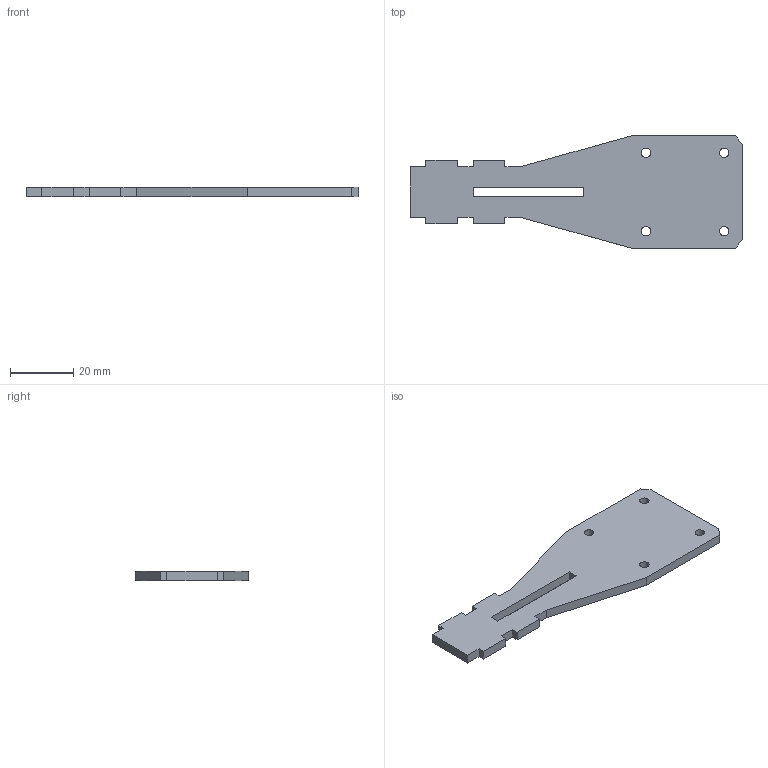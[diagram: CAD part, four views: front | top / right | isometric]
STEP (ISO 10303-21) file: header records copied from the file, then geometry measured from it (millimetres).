
FILE_DESCRIPTION(/* description */ (''),/* implementation_level */ '2;1');
FILE_NAME(/* name */ 'Behindplate_ipt_fe77cd7c.STEP',/* time_stamp */ '2020-09-04T09:10:54+08:00',/* author */ ('Lvzongyang'),/* organization */ (''),/* preprocessor_version */ 'ST-DEVELOPER v15.6',/* originating_system */ 'Autodesk Inventor 2015',/* authorisation */ '');
FILE_SCHEMA (('AUTOMOTIVE_DESIGN { 1 0 10303 214 3 1 1 }'));
Length unit declared in the file: millimetre
Products named in the file (1): Behindplate
Bounding box: 105 x 35.55 x 3 mm (x, y, z)
Volume: 7942.7 mm3; surface area: 6468.8 mm2
Topology: 1 solids, 1 shells, 36 faces, 102 edges, 68 vertices
Faces by surface type: plane 32, cylinder 4
Full cylindrical faces by diameter (mm): 3 x4
Entity records: 1178 total; most frequent: CARTESIAN_POINT 203, ORIENTED_EDGE 196, DIRECTION 180, EDGE_CURVE 98, LINE 90, VECTOR 90, VERTEX_POINT 68, EDGE_LOOP 50
